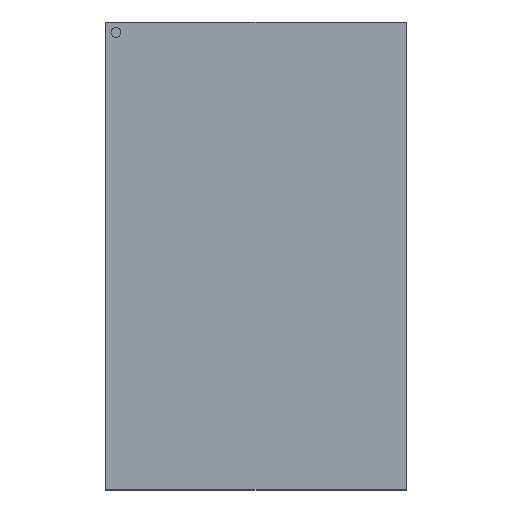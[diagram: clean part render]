
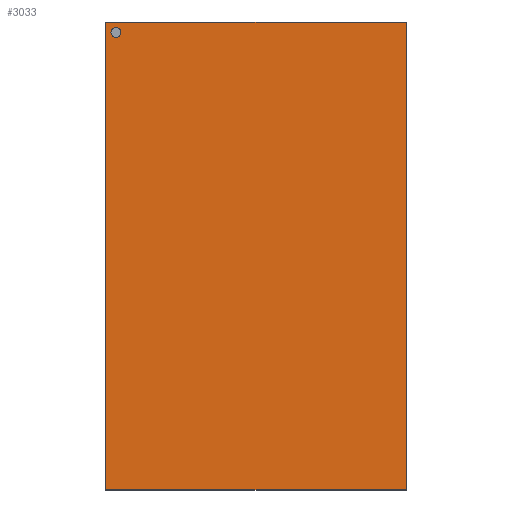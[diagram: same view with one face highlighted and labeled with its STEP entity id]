
A CAD part, top view. The second image highlights one B-rep face of the part: STEP entity #3033.
In plain terms, the highlighted planar face has unit normal (0, 0, 1).
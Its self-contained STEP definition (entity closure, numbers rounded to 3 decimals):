
#1137 = VERTEX_POINT('',#1138);
#1138 = CARTESIAN_POINT('',(-4.5,7.,1.2));
#1146 = VERTEX_POINT('',#1147);
#1147 = CARTESIAN_POINT('',(4.5,7.,1.2));
#1153 = EDGE_CURVE('',#1137,#1146,#1154,.T.);
#1154 = LINE('',#1155,#1156);
#1155 = CARTESIAN_POINT('',(-4.5,7.,1.2));
#1156 = VECTOR('',#1157,1.);
#1157 = DIRECTION('',(1.,0.,0.));
#1169 = EDGE_CURVE('',#1146,#1170,#1172,.T.);
#1170 = VERTEX_POINT('',#1171);
#1171 = CARTESIAN_POINT('',(4.5,-7.,1.2));
#1172 = LINE('',#1173,#1174);
#1173 = CARTESIAN_POINT('',(4.5,7.,1.2));
#1174 = VECTOR('',#1175,1.);
#1175 = DIRECTION('',(0.,-1.,0.));
#1193 = EDGE_CURVE('',#1137,#1194,#1196,.T.);
#1194 = VERTEX_POINT('',#1195);
#1195 = CARTESIAN_POINT('',(-4.5,-7.,1.2));
#1196 = LINE('',#1197,#1198);
#1197 = CARTESIAN_POINT('',(-4.5,7.,1.2));
#1198 = VECTOR('',#1199,1.);
#1199 = DIRECTION('',(0.,-1.,0.));
#1218 = EDGE_CURVE('',#1194,#1170,#1219,.T.);
#1219 = LINE('',#1220,#1221);
#1220 = CARTESIAN_POINT('',(-4.5,-7.,1.2));
#1221 = VECTOR('',#1222,1.);
#1222 = DIRECTION('',(1.,0.,0.));
#3033 = ADVANCED_FACE('',(#3034,#3040),#3051,.T.);
#3034 = FACE_BOUND('',#3035,.T.);
#3035 = EDGE_LOOP('',(#3036,#3037,#3038,#3039));
#3036 = ORIENTED_EDGE('',*,*,#1153,.F.);
#3037 = ORIENTED_EDGE('',*,*,#1193,.T.);
#3038 = ORIENTED_EDGE('',*,*,#1218,.T.);
#3039 = ORIENTED_EDGE('',*,*,#1169,.F.);
#3040 = FACE_BOUND('',#3041,.T.);
#3041 = EDGE_LOOP('',(#3042));
#3042 = ORIENTED_EDGE('',*,*,#3043,.T.);
#3043 = EDGE_CURVE('',#3044,#3044,#3046,.T.);
#3044 = VERTEX_POINT('',#3045);
#3045 = CARTESIAN_POINT('',(-4.19,6.54,1.2));
#3046 = CIRCLE('',#3047,0.15);
#3047 = AXIS2_PLACEMENT_3D('',#3048,#3049,#3050);
#3048 = CARTESIAN_POINT('',(-4.19,6.69,1.2));
#3049 = DIRECTION('',(-0.,0.,-1.));
#3050 = DIRECTION('',(0.,-1.,0.));
#3051 = PLANE('',#3052);
#3052 = AXIS2_PLACEMENT_3D('',#3053,#3054,#3055);
#3053 = CARTESIAN_POINT('',(-4.5,7.,1.2));
#3054 = DIRECTION('',(0.,0.,1.));
#3055 = DIRECTION('',(0.,-1.,0.));
